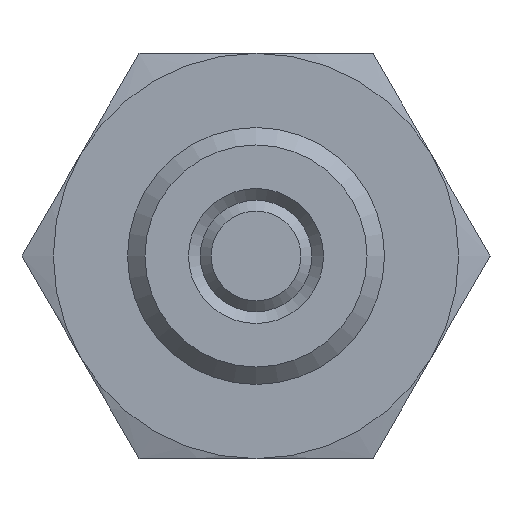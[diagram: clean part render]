
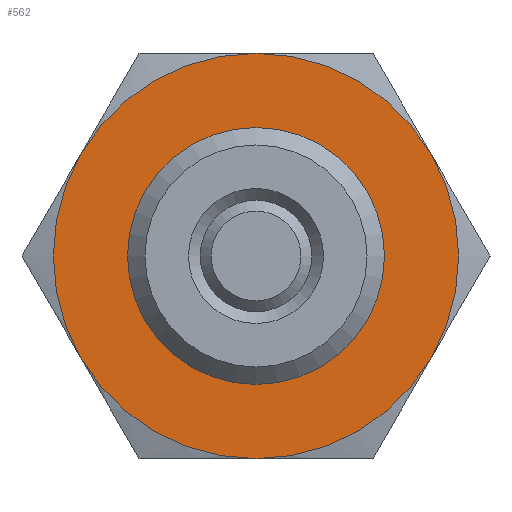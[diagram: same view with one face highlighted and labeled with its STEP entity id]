
A CAD part, left-side view. The second image highlights one B-rep face of the part: STEP entity #562.
In plain terms, the highlighted face is planar.
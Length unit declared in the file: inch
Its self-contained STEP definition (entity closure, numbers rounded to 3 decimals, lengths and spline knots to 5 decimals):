
#562 = ADVANCED_FACE( '', ( #1105, #1106 ), #1107, .F. );
#1105 = FACE_BOUND( '', #1602, .T. );
#1106 = FACE_OUTER_BOUND( '', #1603, .T. );
#1107 = PLANE( '', #1604 );
#1602 = EDGE_LOOP( '', ( #2548 ) );
#1603 = EDGE_LOOP( '', ( #2549, #2550, #2551, #2552, #2553, #2554 ) );
#1604 = AXIS2_PLACEMENT_3D( '', #2555, #2556, #2557 );
#2548 = ORIENTED_EDGE( '', *, *, #2780, .F. );
#2549 = ORIENTED_EDGE( '', *, *, #2700, .T. );
#2550 = ORIENTED_EDGE( '', *, *, #2899, .T. );
#2551 = ORIENTED_EDGE( '', *, *, #2905, .T. );
#2552 = ORIENTED_EDGE( '', *, *, #2712, .T. );
#2553 = ORIENTED_EDGE( '', *, *, #2815, .T. );
#2554 = ORIENTED_EDGE( '', *, *, #2778, .T. );
#2555 = CARTESIAN_POINT( '', ( 0., 0.345, -0.25 ) );
#2556 = DIRECTION( '', ( 0., 0., 1. ) );
#2557 = DIRECTION( '', ( 1., 0., 0. ) );
#2700 = EDGE_CURVE( '', #3136, #3133, #3137, .T. );
#2712 = EDGE_CURVE( '', #3151, #3153, #3155, .T. );
#2778 = EDGE_CURVE( '', #3173, #3136, #3254, .T. );
#2780 = EDGE_CURVE( '', #3256, #3256, #3257, .T. );
#2815 = EDGE_CURVE( '', #3153, #3173, #3304, .T. );
#2899 = EDGE_CURVE( '', #3133, #3403, #3407, .T. );
#2905 = EDGE_CURVE( '', #3403, #3151, #3413, .T. );
#3133 = VERTEX_POINT( '', #3931 );
#3136 = VERTEX_POINT( '', #3939 );
#3137 = CIRCLE( '', #3940, 0.345 );
#3151 = VERTEX_POINT( '', #3965 );
#3153 = VERTEX_POINT( '', #3972 );
#3155 = CIRCLE( '', #3979, 0.345 );
#3173 = VERTEX_POINT( '', #4026 );
#3254 = CIRCLE( '', #4175, 0.345 );
#3256 = VERTEX_POINT( '', #4177 );
#3257 = CIRCLE( '', #4178, 0.21875 );
#3304 = CIRCLE( '', #4243, 0.345 );
#3403 = VERTEX_POINT( '', #4378 );
#3407 = CIRCLE( '', #4392, 0.345 );
#3413 = CIRCLE( '', #4398, 0.345 );
#3931 = CARTESIAN_POINT( '', ( -0.1725, 0.29878, -0.25 ) );
#3939 = CARTESIAN_POINT( '', ( -0.345, 0., -0.25 ) );
#3940 = AXIS2_PLACEMENT_3D( '', #4602, #4603, #4604 );
#3965 = CARTESIAN_POINT( '', ( 0.345, 0., -0.25 ) );
#3972 = CARTESIAN_POINT( '', ( 0.1725, -0.29878, -0.25 ) );
#3979 = AXIS2_PLACEMENT_3D( '', #4611, #4612, #4613 );
#4026 = CARTESIAN_POINT( '', ( -0.1725, -0.29878, -0.25 ) );
#4175 = AXIS2_PLACEMENT_3D( '', #4674, #4675, #4676 );
#4177 = CARTESIAN_POINT( '', ( -0.21875, 0., -0.25 ) );
#4178 = AXIS2_PLACEMENT_3D( '', #4677, #4678, #4679 );
#4243 = AXIS2_PLACEMENT_3D( '', #4719, #4720, #4721 );
#4378 = CARTESIAN_POINT( '', ( 0.1725, 0.29878, -0.25 ) );
#4392 = AXIS2_PLACEMENT_3D( '', #4793, #4794, #4795 );
#4398 = AXIS2_PLACEMENT_3D( '', #4796, #4797, #4798 );
#4602 = CARTESIAN_POINT( '', ( 0., 0., -0.25 ) );
#4603 = DIRECTION( '', ( 0., 0., -1. ) );
#4604 = DIRECTION( '', ( -1., 0., 0. ) );
#4611 = CARTESIAN_POINT( '', ( 0., 0., -0.25 ) );
#4612 = DIRECTION( '', ( 0., 0., -1. ) );
#4613 = DIRECTION( '', ( -1., 0., 0. ) );
#4674 = CARTESIAN_POINT( '', ( 0., 0., -0.25 ) );
#4675 = DIRECTION( '', ( 0., 0., -1. ) );
#4676 = DIRECTION( '', ( -1., 0., 0. ) );
#4677 = CARTESIAN_POINT( '', ( 0., 0., -0.25 ) );
#4678 = DIRECTION( '', ( 0., 0., -1. ) );
#4679 = DIRECTION( '', ( -1., 0., 0. ) );
#4719 = CARTESIAN_POINT( '', ( 0., 0., -0.25 ) );
#4720 = DIRECTION( '', ( 0., 0., -1. ) );
#4721 = DIRECTION( '', ( -1., 0., 0. ) );
#4793 = CARTESIAN_POINT( '', ( 0., 0., -0.25 ) );
#4794 = DIRECTION( '', ( 0., 0., -1. ) );
#4795 = DIRECTION( '', ( -1., 0., 0. ) );
#4796 = CARTESIAN_POINT( '', ( 0., 0., -0.25 ) );
#4797 = DIRECTION( '', ( 0., 0., -1. ) );
#4798 = DIRECTION( '', ( -1., 0., 0. ) );
